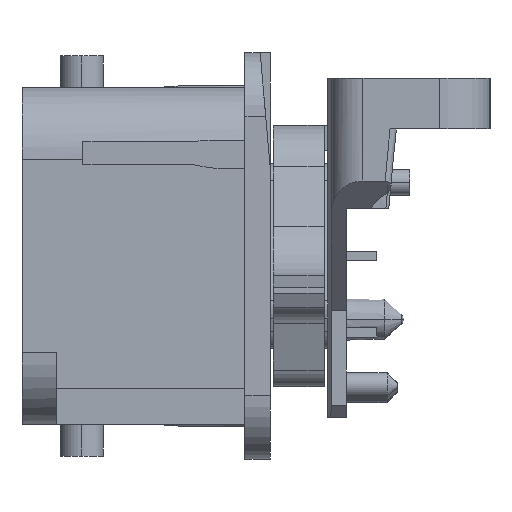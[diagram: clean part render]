
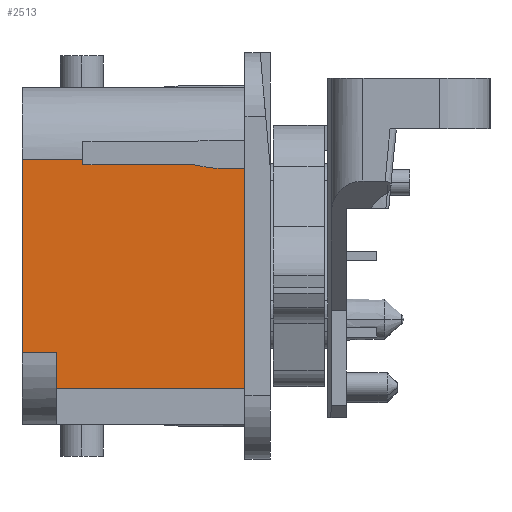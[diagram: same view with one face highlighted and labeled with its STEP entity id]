
A CAD part, left-side view. The second image highlights one B-rep face of the part: STEP entity #2513.
In plain terms, the highlighted planar face has unit normal (-1, 0, 0).
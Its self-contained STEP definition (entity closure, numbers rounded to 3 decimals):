
#905=FACE_OUTER_BOUND('',#5594,.T.);
#2513=ADVANCED_FACE('',(#905),#4033,.T.);
#4033=PLANE('',#27637);
#5594=EDGE_LOOP('',(#8643,#8644,#8645,#8646,#8647,#8648,#8649,#8650,#8651,
#8652));
#7169=CIRCLE('',#27636,10.);
#8643=ORIENTED_EDGE('',*,*,#17752,.F.);
#8644=ORIENTED_EDGE('',*,*,#17753,.T.);
#8645=ORIENTED_EDGE('',*,*,#17750,.F.);
#8646=ORIENTED_EDGE('',*,*,#17754,.F.);
#8647=ORIENTED_EDGE('',*,*,#17755,.F.);
#8648=ORIENTED_EDGE('',*,*,#17756,.F.);
#8649=ORIENTED_EDGE('',*,*,#17162,.F.);
#8650=ORIENTED_EDGE('',*,*,#17757,.T.);
#8651=ORIENTED_EDGE('',*,*,#17758,.T.);
#8652=ORIENTED_EDGE('',*,*,#17759,.F.);
#14749=VERTEX_POINT('',#36620);
#14750=VERTEX_POINT('',#36622);
#15115=VERTEX_POINT('',#38167);
#15116=VERTEX_POINT('',#38169);
#15117=VERTEX_POINT('',#38173);
#15118=VERTEX_POINT('',#38174);
#15119=VERTEX_POINT('',#38177);
#15120=VERTEX_POINT('',#38179);
#15121=VERTEX_POINT('',#38182);
#15122=VERTEX_POINT('',#38184);
#17162=EDGE_CURVE('',#14749,#14750,#20790,.T.);
#17750=EDGE_CURVE('',#15115,#15116,#21202,.T.);
#17752=EDGE_CURVE('',#15117,#15118,#21203,.T.);
#17753=EDGE_CURVE('',#15117,#15116,#21204,.T.);
#17754=EDGE_CURVE('',#15119,#15115,#21205,.T.);
#17755=EDGE_CURVE('',#15120,#15119,#21206,.T.);
#17756=EDGE_CURVE('',#14750,#15120,#21207,.T.);
#17757=EDGE_CURVE('',#14749,#15121,#21208,.T.);
#17758=EDGE_CURVE('',#15121,#15122,#7169,.T.);
#17759=EDGE_CURVE('',#15118,#15122,#21209,.T.);
#20790=LINE('',#36621,#24053);
#21202=LINE('',#38168,#24465);
#21203=LINE('',#38172,#24466);
#21204=LINE('',#38175,#24467);
#21205=LINE('',#38176,#24468);
#21206=LINE('',#38178,#24469);
#21207=LINE('',#38180,#24470);
#21208=LINE('',#38181,#24471);
#21209=LINE('',#38185,#24472);
#24053=VECTOR('',#29359,1.);
#24465=VECTOR('',#30501,1.);
#24466=VECTOR('',#30506,1.);
#24467=VECTOR('',#30507,1.);
#24468=VECTOR('',#30508,1.);
#24469=VECTOR('',#30509,1.);
#24470=VECTOR('',#30510,1.);
#24471=VECTOR('',#30511,1.);
#24472=VECTOR('',#30514,1.);
#27636=AXIS2_PLACEMENT_3D('',#38183,#30512,#30513);
#27637=AXIS2_PLACEMENT_3D('',#38186,#30515,#30516);
#29359=DIRECTION('',(0.,0.,-1.));
#30501=DIRECTION('',(0.,0.,1.));
#30506=DIRECTION('',(0.,0.,-1.));
#30507=DIRECTION('',(0.,1.,0.));
#30508=DIRECTION('',(0.,1.,0.));
#30509=DIRECTION('',(0.,0.,1.));
#30510=DIRECTION('',(0.,1.,0.));
#30511=DIRECTION('',(0.,1.,0.));
#30512=DIRECTION('',(1.,0.,0.));
#30513=DIRECTION('',(0.,0.,-1.));
#30514=DIRECTION('',(0.,-1.,0.));
#30515=DIRECTION('',(-1.,0.,0.));
#30516=DIRECTION('',(0.,0.,1.));
#36620=CARTESIAN_POINT('',(-63.95,8.,6.875));
#36621=CARTESIAN_POINT('',(-63.95,8.,6.875));
#36622=CARTESIAN_POINT('',(-63.95,8.,-10.4));
#38167=CARTESIAN_POINT('',(-63.95,25.55,-7.6));
#38168=CARTESIAN_POINT('',(-63.95,25.55,0.));
#38169=CARTESIAN_POINT('',(-63.95,25.55,7.6));
#38172=CARTESIAN_POINT('',(-63.95,20.75,7.6));
#38173=CARTESIAN_POINT('',(-63.95,20.75,7.6));
#38174=CARTESIAN_POINT('',(-63.95,20.75,7.2));
#38175=CARTESIAN_POINT('',(-63.95,20.75,7.6));
#38176=CARTESIAN_POINT('',(-63.95,22.85,-7.6));
#38177=CARTESIAN_POINT('',(-63.95,22.85,-7.6));
#38178=CARTESIAN_POINT('',(-63.95,22.85,-10.4));
#38179=CARTESIAN_POINT('',(-63.95,22.85,-10.4));
#38180=CARTESIAN_POINT('',(-63.95,8.,-10.4));
#38181=CARTESIAN_POINT('',(-63.95,8.,6.875));
#38182=CARTESIAN_POINT('',(-63.95,9.521,6.875));
#38183=CARTESIAN_POINT('',(-63.95,9.521,16.875));
#38184=CARTESIAN_POINT('',(-63.95,12.05,7.2));
#38185=CARTESIAN_POINT('',(-63.95,20.75,7.2));
#38186=CARTESIAN_POINT('',(-63.95,6.,-7.6));
